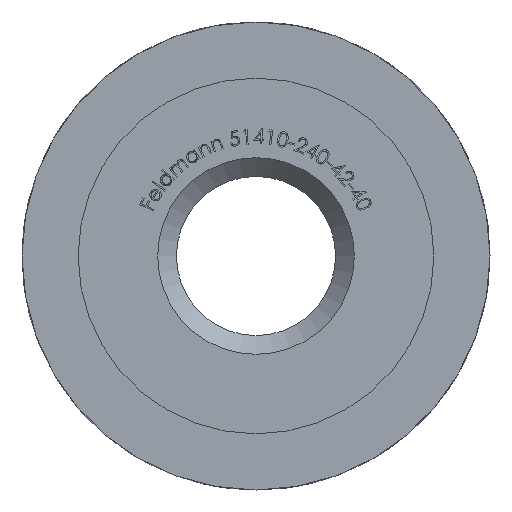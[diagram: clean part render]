
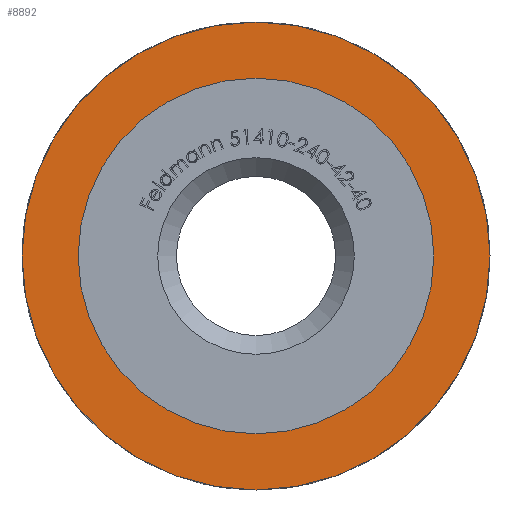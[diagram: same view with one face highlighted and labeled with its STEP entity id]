
A CAD part, front view. The second image highlights one B-rep face of the part: STEP entity #8892.
In plain terms, the highlighted planar face has unit normal (0, -1, 0).
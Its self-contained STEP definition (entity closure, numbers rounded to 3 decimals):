
#957 = CARTESIAN_POINT ( 'NONE',  ( 0., 0., 9.5 ) ) ;
#1478 = EDGE_CURVE ( 'NONE', #8100, #8100, #8070, .T. ) ;
#1544 = EDGE_LOOP ( 'NONE', ( #7046 ) ) ;
#1855 = CARTESIAN_POINT ( 'NONE',  ( 0., 0., 0. ) ) ;
#3117 = DIRECTION ( 'NONE',  ( 0., 0., 1. ) ) ;
#3983 = DIRECTION ( 'NONE',  ( 0., 0., 1. ) ) ;
#4106 = CIRCLE ( 'NONE', #4861, 12.5 ) ;
#4309 = ORIENTED_EDGE ( 'NONE', *, *, #5064, .F. ) ;
#4861 = AXIS2_PLACEMENT_3D ( 'NONE', #14155, #13010, #3117 ) ;
#5012 = PLANE ( 'NONE',  #10382 ) ;
#5064 = EDGE_CURVE ( 'NONE', #5497, #5497, #4106, .T. ) ;
#5497 = VERTEX_POINT ( 'NONE', #8699 ) ;
#6913 = CARTESIAN_POINT ( 'NONE',  ( 0., 0., 0. ) ) ;
#7046 = ORIENTED_EDGE ( 'NONE', *, *, #1478, .T. ) ;
#8070 = CIRCLE ( 'NONE', #13533, 9.5 ) ;
#8100 = VERTEX_POINT ( 'NONE', #957 ) ;
#8699 = CARTESIAN_POINT ( 'NONE',  ( 0., 0., 12.5 ) ) ;
#8892 = ADVANCED_FACE ( 'NONE', ( #11666, #11315 ), #5012, .F. ) ;
#9164 = DIRECTION ( 'NONE',  ( 0., 0., 1. ) ) ;
#9406 = EDGE_LOOP ( 'NONE', ( #4309 ) ) ;
#9550 = DIRECTION ( 'NONE',  ( 0., 1., 0. ) ) ;
#10382 = AXIS2_PLACEMENT_3D ( 'NONE', #1855, #9550, #3983 ) ;
#11315 = FACE_BOUND ( 'NONE', #1544, .T. ) ;
#11666 = FACE_OUTER_BOUND ( 'NONE', #9406, .T. ) ;
#13010 = DIRECTION ( 'NONE',  ( 0., 1., 0. ) ) ;
#13533 = AXIS2_PLACEMENT_3D ( 'NONE', #6913, #13654, #9164 ) ;
#13654 = DIRECTION ( 'NONE',  ( 0., 1., 0. ) ) ;
#14155 = CARTESIAN_POINT ( 'NONE',  ( 0., 0., 0. ) ) ;
